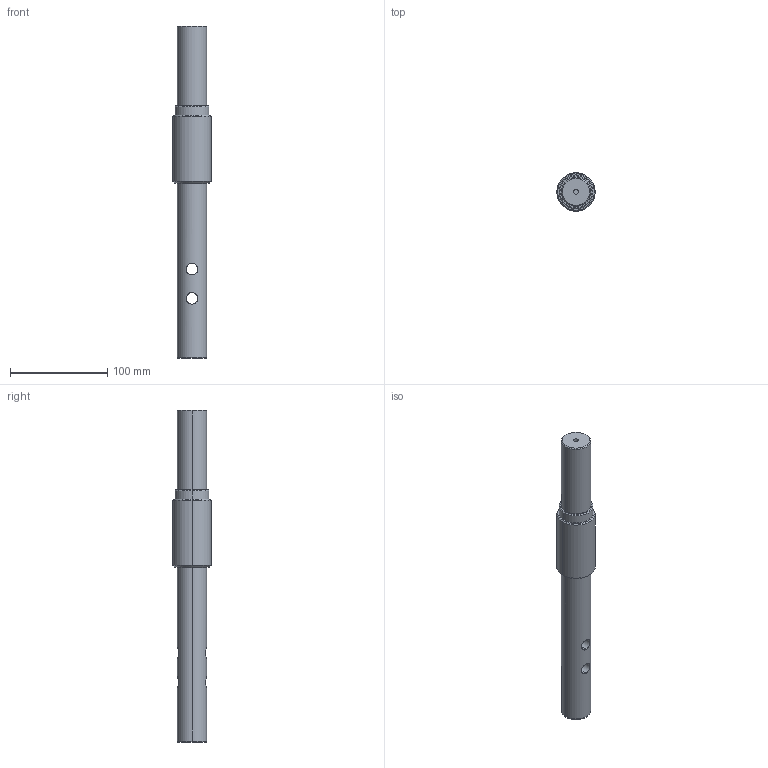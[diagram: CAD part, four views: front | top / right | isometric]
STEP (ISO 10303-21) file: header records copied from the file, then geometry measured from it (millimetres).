
FILE_DESCRIPTION (( 'STEP AP203' ), '1' );
FILE_NAME ('Axe transmission finale roue chenille V2.STEP', '2021-07-08T18:28:25', ( 'Romain' ), ( '' ), 'SwSTEP 2.0', 'SolidWorks 2016', '' );
FILE_SCHEMA (( 'CONFIG_CONTROL_DESIGN' ));
Length unit declared in the file: millimetre
Products named in the file (1): Axe transmission finale roue chenille V2
Bounding box: 39.5 x 39.5 x 342 mm (x, y, z)
Volume: 256806.5 mm3; surface area: 41747.7 mm2
Topology: 1 solids, 1 shells, 36 faces, 79 edges, 48 vertices
Faces by surface type: cylinder 16, cone 14, plane 6
Entity records: 1400 total; most frequent: CARTESIAN_POINT 512, DIRECTION 177, ORIENTED_EDGE 158, EDGE_CURVE 79, AXIS2_PLACEMENT_3D 73, VERTEX_POINT 48, EDGE_LOOP 45, ADVANCED_FACE 36
